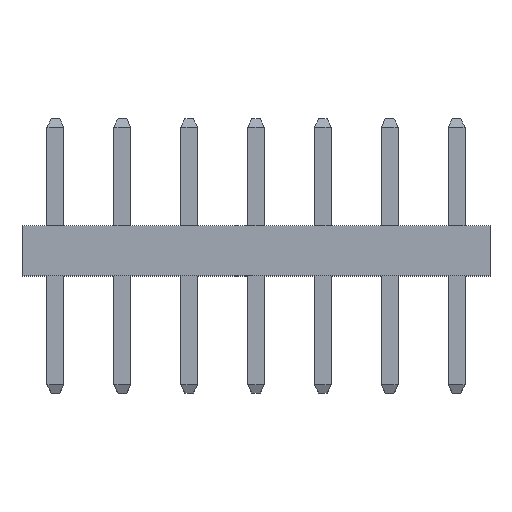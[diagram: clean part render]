
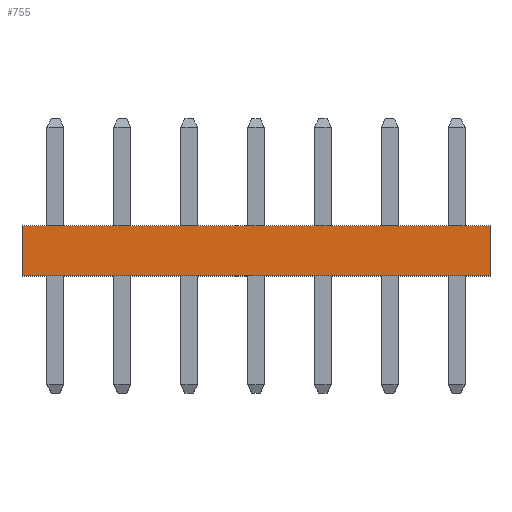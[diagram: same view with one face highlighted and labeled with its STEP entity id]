
A CAD part, top view. The second image highlights one B-rep face of the part: STEP entity #755.
In plain terms, the highlighted planar face has unit normal (0, 0, 1).
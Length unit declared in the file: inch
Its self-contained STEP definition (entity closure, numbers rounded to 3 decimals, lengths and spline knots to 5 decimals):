
#755 = ADVANCED_FACE( '', ( #1620 ), #1621, .F. );
#1620 = FACE_OUTER_BOUND( '', #2664, .T. );
#1621 = PLANE( '', #2665 );
#2664 = EDGE_LOOP( '', ( #4580, #4581, #4582, #4583 ) );
#2665 = AXIS2_PLACEMENT_3D( '', #4584, #4585, #4586 );
#4580 = ORIENTED_EDGE( '', *, *, #6123, .T. );
#4581 = ORIENTED_EDGE( '', *, *, #6187, .F. );
#4582 = ORIENTED_EDGE( '', *, *, #6766, .F. );
#4583 = ORIENTED_EDGE( '', *, *, #6642, .T. );
#4584 = CARTESIAN_POINT( '', ( -0.27559, 0.059, 0.0775 ) );
#4585 = DIRECTION( '', ( 0., 0., -1. ) );
#4586 = DIRECTION( '', ( -1., 0., 0. ) );
#6123 = EDGE_CURVE( '', #7287, #7291, #7293, .T. );
#6187 = EDGE_CURVE( '', #7401, #7291, #7403, .T. );
#6642 = EDGE_CURVE( '', #8116, #7287, #8117, .T. );
#6766 = EDGE_CURVE( '', #8116, #7401, #8290, .T. );
#7287 = VERTEX_POINT( '', #8935 );
#7291 = VERTEX_POINT( '', #8941 );
#7293 = LINE( '', #8944, #8945 );
#7401 = VERTEX_POINT( '', #9102 );
#7403 = LINE( '', #9105, #9106 );
#8116 = VERTEX_POINT( '', #10164 );
#8117 = LINE( '', #10165, #10166 );
#8290 = LINE( '', #10429, #10430 );
#8935 = CARTESIAN_POINT( '', ( -0.27559, 0., 0.0775 ) );
#8941 = CARTESIAN_POINT( '', ( 0.27559, 0., 0.0775 ) );
#8944 = CARTESIAN_POINT( '', ( -0.27559, 0., 0.0775 ) );
#8945 = VECTOR( '', #11147, 39.37008 );
#9102 = CARTESIAN_POINT( '', ( 0.27559, 0.059, 0.0775 ) );
#9105 = CARTESIAN_POINT( '', ( 0.27559, 0.059, 0.0775 ) );
#9106 = VECTOR( '', #11198, 39.37008 );
#10164 = CARTESIAN_POINT( '', ( -0.27559, 0.059, 0.0775 ) );
#10165 = CARTESIAN_POINT( '', ( -0.27559, 0.059, 0.0775 ) );
#10166 = VECTOR( '', #11544, 39.37008 );
#10429 = CARTESIAN_POINT( '', ( -0.27559, 0.059, 0.0775 ) );
#10430 = VECTOR( '', #11635, 39.37008 );
#11147 = DIRECTION( '', ( 1., 0., 0. ) );
#11198 = DIRECTION( '', ( 0., -1., 0. ) );
#11544 = DIRECTION( '', ( 0., -1., 0. ) );
#11635 = DIRECTION( '', ( 1., 0., 0. ) );
